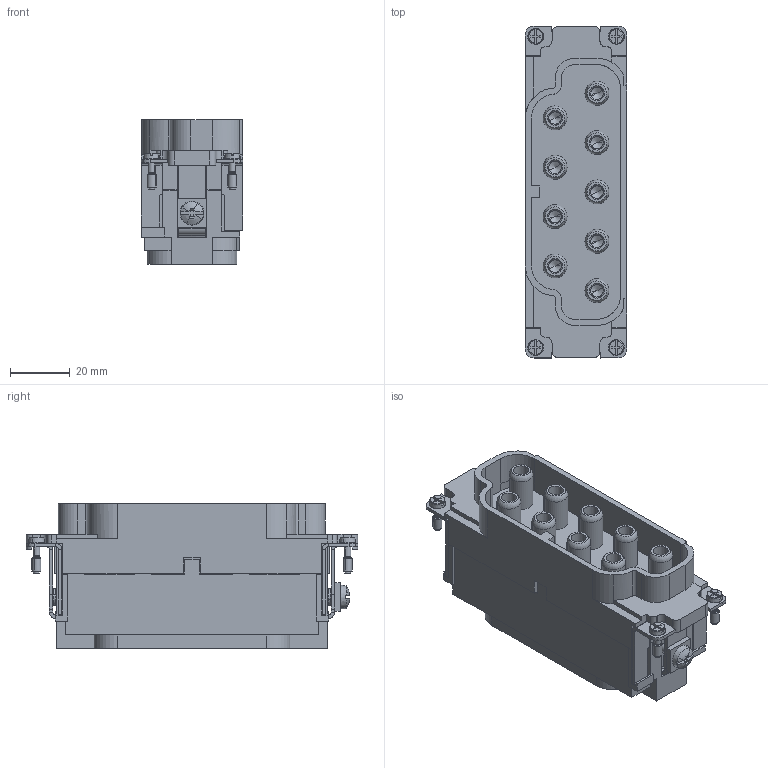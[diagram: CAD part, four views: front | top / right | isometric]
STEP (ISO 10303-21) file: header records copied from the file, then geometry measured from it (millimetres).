
FILE_DESCRIPTION(('CATIA V5 STEP Exchange','CAx-IF Rec.Pracs.--- Model Styling and Organization---1.4--- 2014-01-23'),'2;1');
FILE_NAME ('13478058_4', '2019-10-27T14:42:16+00:00', ('none'), ('Weidmueller'), 'CATIA Version 5-6 Release 2016 SP3 HF44', 'CATIA V5 STEP AP214', 'none');
FILE_SCHEMA(('AUTOMOTIVE_DESIGN { 1 0 10303 214 1 1 1 1 }'));
Products named in the file (1): 1023360000
Bounding box: 34 x 111 x 48.45 mm (x, y, z)
Volume: 88799.2 mm3; surface area: 70653.5 mm2
Topology: 1 solids, 13 shells, 2188 faces, 5724 edges, 3606 vertices
Faces by surface type: plane 1095, cylinder 548, cone 289, torus 216, extrusion 34, sphere 6
Entity records: 65041 total; most frequent: CARTESIAN_POINT 15337, ORIENTED_EDGE 11376, DIRECTION 8207, EDGE_CURVE 5688, VERTEX_POINT 3606, VECTOR 3385, LINE 3351, AXIS2_PLACEMENT_3D 3275
